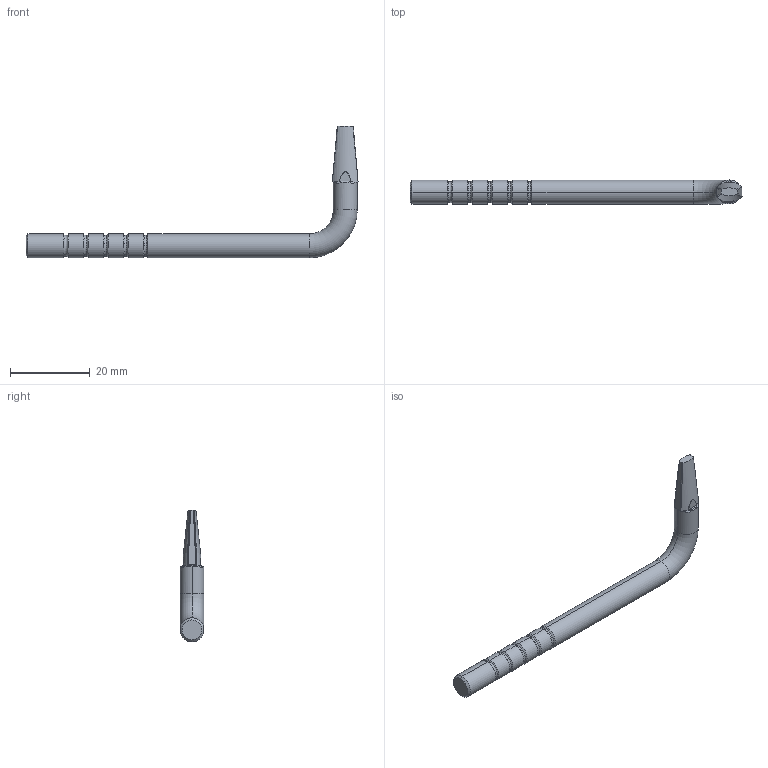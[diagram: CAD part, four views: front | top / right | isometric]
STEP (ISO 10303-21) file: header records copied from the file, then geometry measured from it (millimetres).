
FILE_DESCRIPTION(/* description */ (''),/* implementation_level */ '2;1');
FILE_NAME(/* name */ 'UGS1.stp',/* time_stamp */ '2022-02-03T10:43:15+09:00',/* author */ (''),/* organization */ (''),/* preprocessor_version */ 'ST-DEVELOPER v16',/* originating_system */ 'SIEMENS PLM Software NX 10.0',/* authorisation */ '');
FILE_SCHEMA (('AUTOMOTIVE_DESIGN { 1 0 10303 214 3 1 1 1 }'));
Length unit declared in the file: millimetre
Products named in the file (1): UGS1
Bounding box: 83.2 x 6 x 33 mm (x, y, z)
Volume: 2796.5 mm3; surface area: 1993.1 mm2
Topology: 1 solids, 1 shells, 88 faces, 198 edges, 113 vertices
Faces by surface type: cone 22, plane 18, cylinder 18, torus 16, bspline 14
Entity records: 3635 total; most frequent: CARTESIAN_POINT 1775, ORIENTED_EDGE 396, DIRECTION 364, EDGE_CURVE 198, AXIS2_PLACEMENT_3D 157, VERTEX_POINT 112, ADVANCED_FACE 88, FACE_OUTER_BOUND 88
